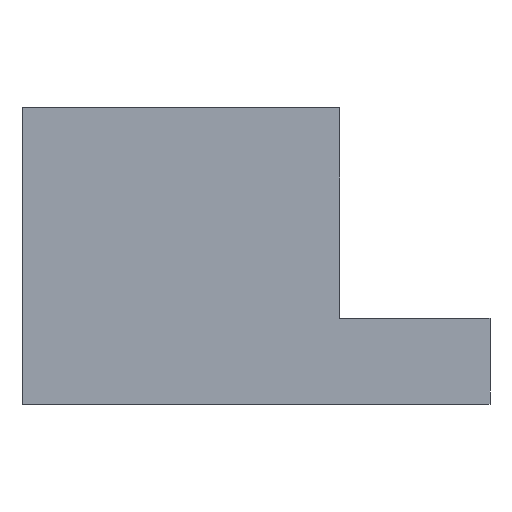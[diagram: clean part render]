
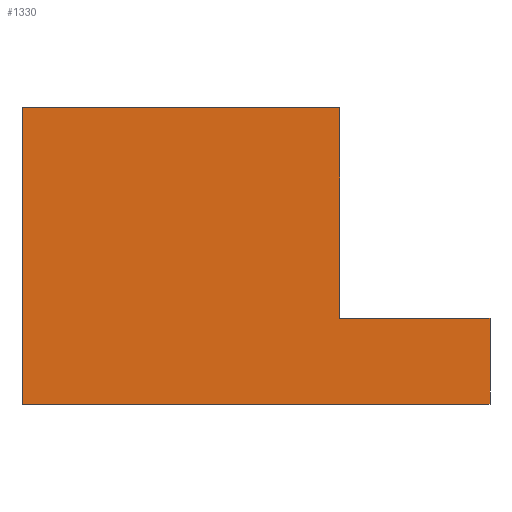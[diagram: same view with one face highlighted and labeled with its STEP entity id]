
A CAD part, left-side view. The second image highlights one B-rep face of the part: STEP entity #1330.
In plain terms, the highlighted planar face has unit normal (-1, 0, 0).
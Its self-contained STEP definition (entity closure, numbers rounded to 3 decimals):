
#210=CARTESIAN_POINT('',(0.,54.5,0.));
#220=DIRECTION('',(0.,-1.,0.));
#230=VECTOR('',#220,1.);
#240=LINE('',#210,#230);
#250=CARTESIAN_POINT('',(0.,54.5,0.));
#260=VERTEX_POINT('',#250);
#270=CARTESIAN_POINT('',(0.,0.,0.));
#280=VERTEX_POINT('',#270);
#290=EDGE_CURVE('',#260,#280,#240,.T.);
#670=CARTESIAN_POINT('',(0.,17.5,10.));
#680=VERTEX_POINT('',#670);
#830=CARTESIAN_POINT('',(0.,0.,10.));
#840=VERTEX_POINT('',#830);
#870=CARTESIAN_POINT('',(0.,54.5,10.));
#880=DIRECTION('',(0.,-1.,0.));
#890=VECTOR('',#880,1.);
#900=LINE('',#870,#890);
#910=EDGE_CURVE('',#680,#840,#900,.T.);
#960=CARTESIAN_POINT('',(0.,0.,0.));
#970=DIRECTION('',(-1.,0.,0.));
#980=DIRECTION('',(0.,1.,0.));
#990=AXIS2_PLACEMENT_3D('',#960,#970,#980);
#1000=PLANE('',#990);
#1010=CARTESIAN_POINT('',(0.,54.5,0.));
#1020=DIRECTION('',(0.,0.,1.));
#1030=VECTOR('',#1020,1.);
#1040=LINE('',#1010,#1030);
#1050=CARTESIAN_POINT('',(0.,54.5,34.5));
#1060=VERTEX_POINT('',#1050);
#1070=EDGE_CURVE('',#260,#1060,#1040,.T.);
#1080=ORIENTED_EDGE('',*,*,#1070,.F.);
#1090=CARTESIAN_POINT('',(0.,54.5,34.5));
#1100=DIRECTION('',(0.,-1.,0.));
#1110=VECTOR('',#1100,1.);
#1120=LINE('',#1090,#1110);
#1130=CARTESIAN_POINT('',(0.,17.5,34.5));
#1140=VERTEX_POINT('',#1130);
#1150=EDGE_CURVE('',#1060,#1140,#1120,.T.);
#1160=ORIENTED_EDGE('',*,*,#1150,.F.);
#1170=CARTESIAN_POINT('',(0.,17.5,34.5));
#1180=DIRECTION('',(0.,0.,-1.));
#1190=VECTOR('',#1180,1.);
#1200=LINE('',#1170,#1190);
#1210=EDGE_CURVE('',#1140,#680,#1200,.T.);
#1220=ORIENTED_EDGE('',*,*,#1210,.F.);
#1230=ORIENTED_EDGE('',*,*,#910,.F.);
#1240=CARTESIAN_POINT('',(0.,0.,0.));
#1250=DIRECTION('',(0.,0.,1.));
#1260=VECTOR('',#1250,1.);
#1270=LINE('',#1240,#1260);
#1280=EDGE_CURVE('',#280,#840,#1270,.T.);
#1290=ORIENTED_EDGE('',*,*,#1280,.T.);
#1300=ORIENTED_EDGE('',*,*,#290,.T.);
#1310=EDGE_LOOP('',(#1300,#1290,#1230,#1220,#1160,#1080));
#1320=FACE_OUTER_BOUND('',#1310,.T.);
#1330=ADVANCED_FACE('',(#1320),#1000,.T.);
